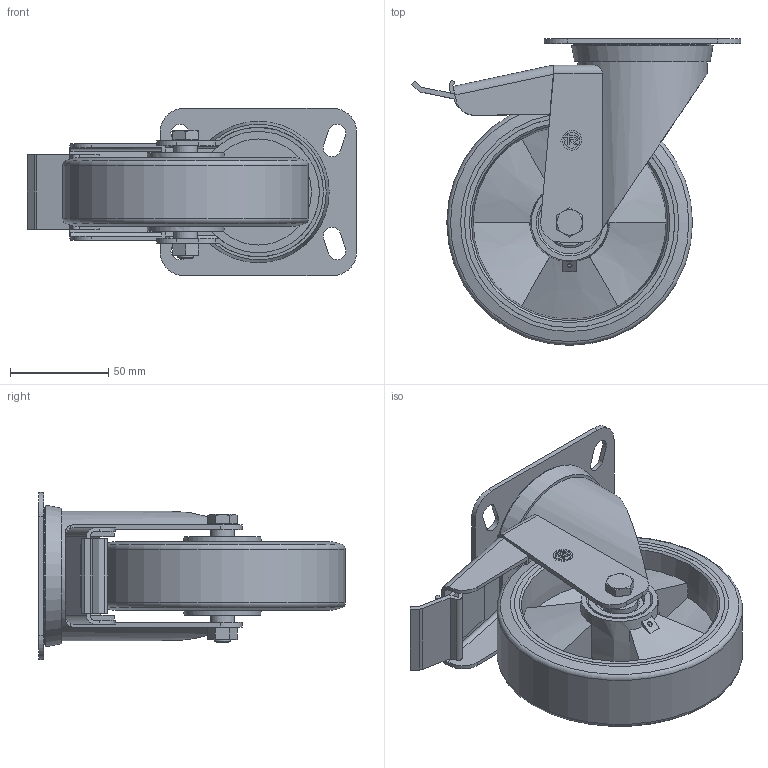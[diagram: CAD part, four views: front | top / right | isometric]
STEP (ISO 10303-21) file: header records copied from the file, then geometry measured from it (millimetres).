
FILE_DESCRIPTION( ( 'STEP AP214' ), ' ' );
FILE_NAME( '656503.stp', '2018-04-04T08:50:32', ( '' ), ( '' ), ' ', 'PARTsolutions', ' ' );
FILE_SCHEMA( ( 'AUTOMOTIVE_DESIGN { 1 0 10303 214 1 1 1 1 }' ) );
Length unit declared in the file: millimetre
Products named in the file (9): 656503; _SRP/NL (125-100x85-35156)-b; _654103; _Serie 65 AL S - 125-12; _Shaft 125-M8-35-12450; _Serie 65 AL HUB - 125-12; _Bolt M8(12-125-35-60GREY); _Nut M8(125-35-12-45GREY); _12545100x851561-bf
Assembly tree (9 placements, depth 2):
  656503
    _SRP/NL (125-100x85-35156)-b
    _654103
    _Serie 65 AL S - 125-12
    _Shaft 125-M8-35-12450
    _Serie 65 AL HUB - 125-12  x2
    _Bolt M8(12-125-35-60GREY)
    _Nut M8(125-35-12-45GREY)
    _12545100x851561-bf
Bounding box: 167.55 x 156 x 85 mm (x, y, z)
Volume: 314979.3 mm3; surface area: 133748 mm2
Topology: 9 solids, 9 shells, 392 faces, 957 edges, 610 vertices
Faces by surface type: plane 230, cylinder 87, cone 50, torus 22, bspline 3
Full cylindrical faces by diameter (mm): 2.5 x1, 6.647 x1, 8 x4, 11.47 x1, 12 x4, 13 x1, 16 x1, 18 x4, 20.08 x4, 23.94 x4, 25.86 x4, 32 x4, 54 x1, 62 x1, 66 x1, 106.95 x2, 107 x2, 125 x1
Entity records: 14223 total; most frequent: CARTESIAN_POINT 2547, DIRECTION 1751, ORIENTED_EDGE 1696, EDGE_CURVE 848, AXIS2_PLACEMENT_3D 630, VERTEX_POINT 582, LINE 491, VECTOR 491
